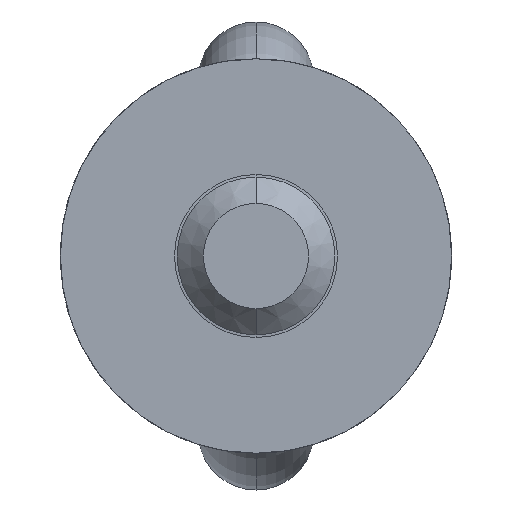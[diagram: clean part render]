
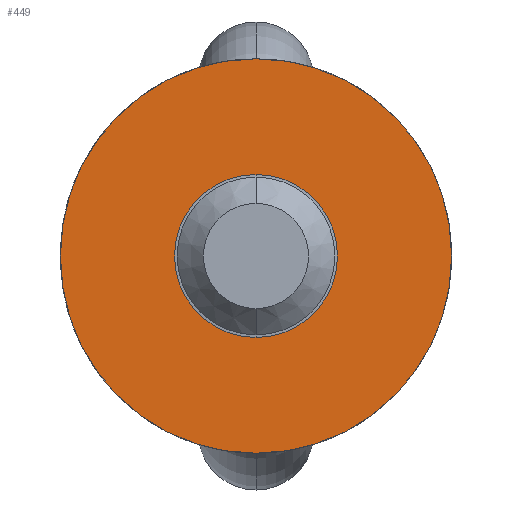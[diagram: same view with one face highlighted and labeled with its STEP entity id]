
A CAD part, front view. The second image highlights one B-rep face of the part: STEP entity #449.
In plain terms, the highlighted planar face has unit normal (0, -1, 0).
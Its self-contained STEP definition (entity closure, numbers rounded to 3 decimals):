
#449=ADVANCED_FACE('',(#1087,#1088),#1089,.F.);
#1087=FACE_OUTER_BOUND('',#4145,.T.);
#1088=FACE_BOUND('',#4146,.T.);
#1089=PLANE('',#4147);
#4145=EDGE_LOOP('',(#8557,#8558,#8559,#8560));
#4146=EDGE_LOOP('',(#8561,#8562));
#4147=AXIS2_PLACEMENT_3D('',#8563,#8564,#8565);
#8557=ORIENTED_EDGE('',*,*,#10374,.F.);
#8558=ORIENTED_EDGE('',*,*,#10324,.T.);
#8559=ORIENTED_EDGE('',*,*,#10355,.T.);
#8560=ORIENTED_EDGE('',*,*,#10313,.F.);
#8561=ORIENTED_EDGE('',*,*,#10302,.T.);
#8562=ORIENTED_EDGE('',*,*,#10540,.T.);
#8563=CARTESIAN_POINT('',(0.0,-66.8,0.0));
#8564=DIRECTION('',(0.0,1.0,0.0));
#8565=DIRECTION('',(1.0,0.0,-0.0));
#10302=EDGE_CURVE('',#11341,#11345,#11347,.T.);
#10313=EDGE_CURVE('',#11361,#11364,#11365,.T.);
#10324=EDGE_CURVE('',#11385,#11382,#11386,.T.);
#10355=EDGE_CURVE('',#11382,#11364,#11434,.T.);
#10374=EDGE_CURVE('',#11385,#11361,#11463,.T.);
#10540=EDGE_CURVE('',#11345,#11341,#11695,.T.);
#11341=VERTEX_POINT('',#12872);
#11345=VERTEX_POINT('',#12876);
#11347=CIRCLE('',#12878,15.5);
#11361=VERTEX_POINT('',#12896);
#11364=VERTEX_POINT('',#12900);
#11365=CIRCLE('',#12901,37.182);
#11382=VERTEX_POINT('',#13030);
#11385=VERTEX_POINT('',#13034);
#11386=CIRCLE('',#13035,37.182);
#11434=CIRCLE('',#13313,37.182);
#11463=CIRCLE('',#13485,37.182);
#11695=CIRCLE('',#14863,15.5);
#12872=CARTESIAN_POINT('',(0.0,-66.8,15.5));
#12876=CARTESIAN_POINT('',(0.,-66.8,-15.5));
#12878=AXIS2_PLACEMENT_3D('',#21388,#21389,#21390);
#12896=CARTESIAN_POINT('',(0.,-66.8,-37.5));
#12900=CARTESIAN_POINT('',(-37.18,-66.8,0.0));
#12901=AXIS2_PLACEMENT_3D('',#21402,#21403,#21404);
#13030=CARTESIAN_POINT('',(0.,-66.8,37.5));
#13034=CARTESIAN_POINT('',(37.18,-66.8,0.0));
#13035=AXIS2_PLACEMENT_3D('',#21407,#21408,#21409);
#13313=AXIS2_PLACEMENT_3D('',#21430,#21431,#21432);
#13485=AXIS2_PLACEMENT_3D('',#21440,#21441,#21442);
#14863=AXIS2_PLACEMENT_3D('',#21588,#21589,#21590);
#21388=CARTESIAN_POINT('',(0.0,-66.8,0.0));
#21389=DIRECTION('',(0.0,1.0,0.0));
#21390=DIRECTION('',(0.0,0.0,1.0));
#21402=CARTESIAN_POINT('',(0.,-66.8,-0.318));
#21403=DIRECTION('',(0.0,1.0,0.0));
#21404=DIRECTION('',(0.0,0.0,-1.0));
#21407=CARTESIAN_POINT('',(0.,-66.8,0.318));
#21408=DIRECTION('',(0.0,-1.0,0.0));
#21409=DIRECTION('',(0.0,0.0,1.0));
#21430=CARTESIAN_POINT('',(0.,-66.8,0.318));
#21431=DIRECTION('',(0.0,-1.0,0.0));
#21432=DIRECTION('',(0.0,0.0,1.0));
#21440=CARTESIAN_POINT('',(0.,-66.8,-0.318));
#21441=DIRECTION('',(0.0,1.0,0.0));
#21442=DIRECTION('',(0.0,0.0,-1.0));
#21588=CARTESIAN_POINT('',(0.0,-66.8,0.0));
#21589=DIRECTION('',(0.0,1.0,0.0));
#21590=DIRECTION('',(0.0,0.0,1.0));
